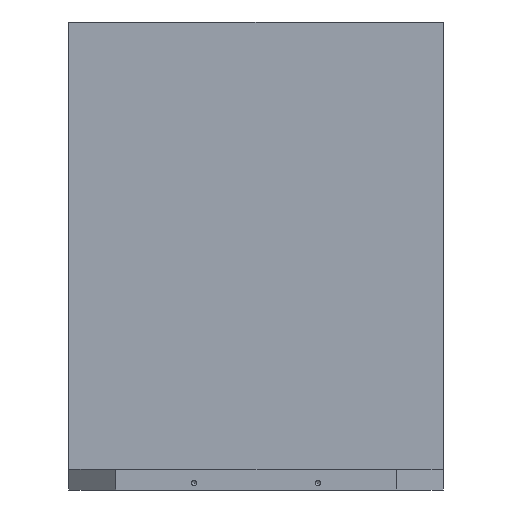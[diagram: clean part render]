
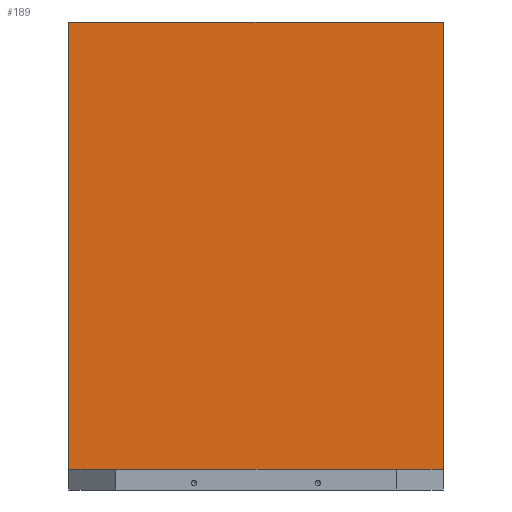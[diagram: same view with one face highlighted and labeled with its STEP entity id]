
A CAD part, front view. The second image highlights one B-rep face of the part: STEP entity #189.
In plain terms, the highlighted planar face has unit normal (0, -1, 0).
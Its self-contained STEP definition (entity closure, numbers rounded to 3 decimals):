
#189 = ADVANCED_FACE( '', ( #700 ), #701, .F. );
#700 = FACE_OUTER_BOUND( '', #1617, .T. );
#701 = PLANE( '', #1618 );
#1617 = EDGE_LOOP( '', ( #3120, #3121, #3122, #3123 ) );
#1618 = AXIS2_PLACEMENT_3D( '', #3124, #3125, #3126 );
#3120 = ORIENTED_EDGE( '', *, *, #5405, .F. );
#3121 = ORIENTED_EDGE( '', *, *, #5622, .F. );
#3122 = ORIENTED_EDGE( '', *, *, #5623, .T. );
#3123 = ORIENTED_EDGE( '', *, *, #5398, .F. );
#3124 = CARTESIAN_POINT( '', ( -500., -175., 1250. ) );
#3125 = DIRECTION( '', ( 0., 1., 0. ) );
#3126 = DIRECTION( '', ( -1., 0., 0. ) );
#5398 = EDGE_CURVE( '', #6507, #6509, #6510, .T. );
#5405 = EDGE_CURVE( '', #6519, #6507, #6521, .T. );
#5622 = EDGE_CURVE( '', #6873, #6519, #6874, .T. );
#5623 = EDGE_CURVE( '', #6873, #6509, #6875, .T. );
#6507 = VERTEX_POINT( '', #8744 );
#6509 = VERTEX_POINT( '', #8747 );
#6510 = LINE( '', #8748, #8749 );
#6519 = VERTEX_POINT( '', #8762 );
#6521 = LINE( '', #8765, #8766 );
#6873 = VERTEX_POINT( '', #9474 );
#6874 = LINE( '', #9475, #9476 );
#6875 = LINE( '', #9477, #9478 );
#8744 = CARTESIAN_POINT( '', ( 500., -175., 55. ) );
#8747 = CARTESIAN_POINT( '', ( -500., -175., 55. ) );
#8748 = CARTESIAN_POINT( '', ( -500., -175., 55. ) );
#8749 = VECTOR( '', #11291, 1000. );
#8762 = CARTESIAN_POINT( '', ( 500., -175., 1250. ) );
#8765 = CARTESIAN_POINT( '', ( 500., -175., 1250. ) );
#8766 = VECTOR( '', #11300, 1000. );
#9474 = CARTESIAN_POINT( '', ( -500., -175., 1250. ) );
#9475 = CARTESIAN_POINT( '', ( -500., -175., 1250. ) );
#9476 = VECTOR( '', #11707, 1000. );
#9477 = CARTESIAN_POINT( '', ( -500., -175., 1250. ) );
#9478 = VECTOR( '', #11708, 1000. );
#11291 = DIRECTION( '', ( -1., 0., 0. ) );
#11300 = DIRECTION( '', ( 0., 0., -1. ) );
#11707 = DIRECTION( '', ( 1., 0., 0. ) );
#11708 = DIRECTION( '', ( 0., 0., -1. ) );
